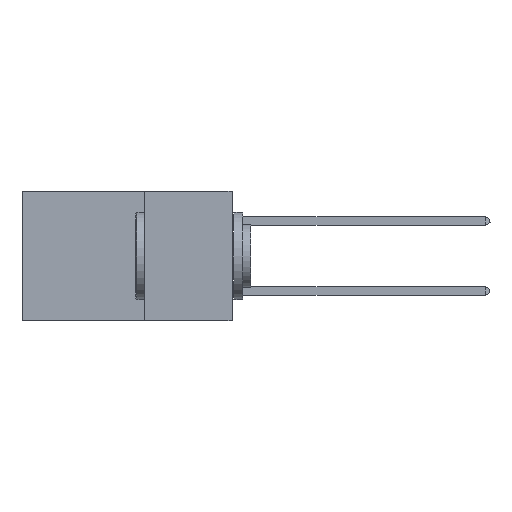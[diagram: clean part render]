
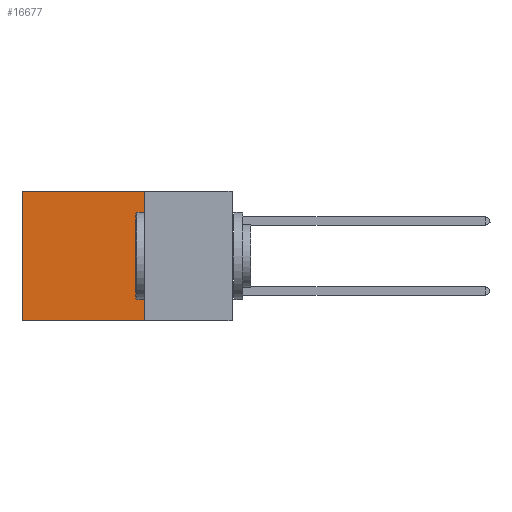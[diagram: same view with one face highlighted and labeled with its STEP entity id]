
A CAD part, left-side view. The second image highlights one B-rep face of the part: STEP entity #16677.
In plain terms, the highlighted planar face has unit normal (-1, 0, 0).
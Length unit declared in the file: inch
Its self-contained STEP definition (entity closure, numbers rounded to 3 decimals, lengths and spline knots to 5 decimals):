
#220 = CARTESIAN_POINT ( 'NONE',  ( 0.2875, 0.25, -0.37 ) ) ;
#2825 = VERTEX_POINT ( 'NONE', #7490 ) ;
#2845 = PLANE ( 'NONE',  #10392 ) ;
#4309 = ORIENTED_EDGE ( 'NONE', *, *, #8481, .F. ) ;
#4411 = CARTESIAN_POINT ( 'NONE',  ( 0.2875, 0.6, 0. ) ) ;
#5531 = DIRECTION ( 'NONE',  ( 1., 0., 0. ) ) ;
#6653 = VECTOR ( 'NONE', #12441, 39.37008 ) ;
#7490 = CARTESIAN_POINT ( 'NONE',  ( 0.2875, 0.25, 0. ) ) ;
#8276 = DIRECTION ( 'NONE',  ( 0., 1., 0. ) ) ;
#8481 = EDGE_CURVE ( 'NONE', #2825, #16643, #28308, .T. ) ;
#9583 = ORIENTED_EDGE ( 'NONE', *, *, #12431, .F. ) ;
#9933 = EDGE_CURVE ( 'NONE', #31775, #23199, #20686, .T. ) ;
#10392 = AXIS2_PLACEMENT_3D ( 'NONE', #22020, #5531, #24362 ) ;
#12431 = EDGE_CURVE ( 'NONE', #16643, #23199, #12940, .T. ) ;
#12441 = DIRECTION ( 'NONE',  ( 0., 1., 0. ) ) ;
#12940 = LINE ( 'NONE', #20473, #6653 ) ;
#16643 = VERTEX_POINT ( 'NONE', #220 ) ;
#16677 = ADVANCED_FACE ( 'NONE', ( #16881 ), #2845, .F. ) ;
#16881 = FACE_OUTER_BOUND ( 'NONE', #31116, .T. ) ;
#19986 = VECTOR ( 'NONE', #8276, 39.37008 ) ;
#20473 = CARTESIAN_POINT ( 'NONE',  ( 0.2875, 0.25, -0.37 ) ) ;
#20686 = LINE ( 'NONE', #4411, #28694 ) ;
#21687 = EDGE_CURVE ( 'NONE', #2825, #31775, #33553, .T. ) ;
#22020 = CARTESIAN_POINT ( 'NONE',  ( 0.2875, 0.25, 0. ) ) ;
#23054 = ORIENTED_EDGE ( 'NONE', *, *, #21687, .T. ) ;
#23199 = VERTEX_POINT ( 'NONE', #31235 ) ;
#24362 = DIRECTION ( 'NONE',  ( 0., 0., -1. ) ) ;
#24862 = CARTESIAN_POINT ( 'NONE',  ( 0.2875, 0.25, 0. ) ) ;
#26950 = ORIENTED_EDGE ( 'NONE', *, *, #9933, .T. ) ;
#28308 = LINE ( 'NONE', #24862, #29150 ) ;
#28694 = VECTOR ( 'NONE', #28779, 39.37008 ) ;
#28779 = DIRECTION ( 'NONE',  ( 0., 0., -1. ) ) ;
#29150 = VECTOR ( 'NONE', #30198, 39.37008 ) ;
#30198 = DIRECTION ( 'NONE',  ( 0., 0., -1. ) ) ;
#31116 = EDGE_LOOP ( 'NONE', ( #26950, #9583, #4309, #23054 ) ) ;
#31235 = CARTESIAN_POINT ( 'NONE',  ( 0.2875, 0.6, -0.37 ) ) ;
#31775 = VERTEX_POINT ( 'NONE', #34730 ) ;
#32471 = CARTESIAN_POINT ( 'NONE',  ( 0.2875, 0.25, 0. ) ) ;
#33553 = LINE ( 'NONE', #32471, #19986 ) ;
#34730 = CARTESIAN_POINT ( 'NONE',  ( 0.2875, 0.6, 0. ) ) ;
